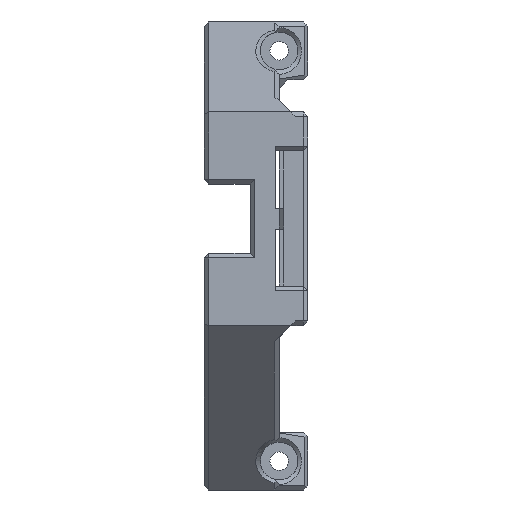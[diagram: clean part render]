
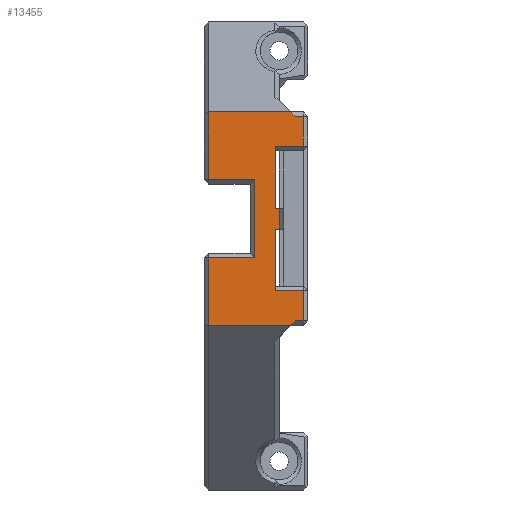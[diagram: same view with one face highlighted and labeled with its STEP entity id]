
A CAD part, left-side view. The second image highlights one B-rep face of the part: STEP entity #13455.
In plain terms, the highlighted planar face has unit normal (-1, 0, 0).
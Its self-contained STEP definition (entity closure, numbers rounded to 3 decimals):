
#1053=FACE_OUTER_BOUND('',#1846,.T.);
#1846=EDGE_LOOP('',(#10296,#10297,#10298,#10299,#10300,#10301,#10302,#10303,
#10304,#10305,#10306,#10307,#10308,#10309,#10310,#10311,#10312,#10313,#10314,
#10315));
#2525=LINE('',#17920,#4071);
#2528=LINE('',#17926,#4074);
#2533=LINE('',#17935,#4079);
#2544=LINE('',#17959,#4090);
#2548=LINE('',#17966,#4094);
#2827=LINE('',#20493,#4373);
#2834=LINE('',#20599,#4380);
#2875=LINE('',#20681,#4421);
#2901=LINE('',#20733,#4447);
#2904=LINE('',#20739,#4450);
#2911=LINE('',#20751,#4457);
#2914=LINE('',#20755,#4460);
#2947=LINE('',#20831,#4493);
#2966=LINE('',#20866,#4512);
#2984=LINE('',#20907,#4530);
#2987=LINE('',#20911,#4533);
#2994=LINE('',#20922,#4540);
#2995=LINE('',#20924,#4541);
#2996=LINE('',#20925,#4542);
#2997=LINE('',#20926,#4543);
#4071=VECTOR('',#15007,10.);
#4074=VECTOR('',#15012,10.);
#4079=VECTOR('',#15019,10.);
#4090=VECTOR('',#15038,10.);
#4094=VECTOR('',#15044,10.);
#4373=VECTOR('',#15491,10.);
#4380=VECTOR('',#15502,10.);
#4421=VECTOR('',#15577,10.);
#4447=VECTOR('',#15627,10.);
#4450=VECTOR('',#15632,10.);
#4457=VECTOR('',#15645,10.);
#4460=VECTOR('',#15650,10.);
#4493=VECTOR('',#15735,10.);
#4512=VECTOR('',#15772,10.);
#4530=VECTOR('',#15810,10.);
#4533=VECTOR('',#15815,10.);
#4540=VECTOR('',#15830,10.);
#4541=VECTOR('',#15831,10.);
#4542=VECTOR('',#15832,10.);
#4543=VECTOR('',#15833,10.);
#5541=VERTEX_POINT('',#17917);
#5542=VERTEX_POINT('',#17919);
#5544=VERTEX_POINT('',#17925);
#5547=VERTEX_POINT('',#17933);
#5555=VERTEX_POINT('',#17956);
#5556=VERTEX_POINT('',#17958);
#5558=VERTEX_POINT('',#17964);
#5867=VERTEX_POINT('',#20490);
#5868=VERTEX_POINT('',#20492);
#5872=VERTEX_POINT('',#20594);
#5873=VERTEX_POINT('',#20597);
#5888=VERTEX_POINT('',#20649);
#5896=VERTEX_POINT('',#20672);
#5911=VERTEX_POINT('',#20732);
#5913=VERTEX_POINT('',#20738);
#5928=VERTEX_POINT('',#20820);
#5931=VERTEX_POINT('',#20827);
#5950=VERTEX_POINT('',#20900);
#5951=VERTEX_POINT('',#20904);
#5953=VERTEX_POINT('',#20923);
#6865=EDGE_CURVE('',#5541,#5542,#2525,.T.);
#6868=EDGE_CURVE('',#5542,#5544,#2528,.T.);
#6873=EDGE_CURVE('',#5541,#5547,#2533,.T.);
#6884=EDGE_CURVE('',#5555,#5556,#2544,.T.);
#6888=EDGE_CURVE('',#5558,#5555,#2548,.T.);
#7342=EDGE_CURVE('',#5868,#5867,#2827,.T.);
#7351=EDGE_CURVE('',#5873,#5872,#2834,.T.);
#7392=EDGE_CURVE('',#5868,#5896,#2875,.T.);
#7418=EDGE_CURVE('',#5896,#5911,#2901,.T.);
#7421=EDGE_CURVE('',#5911,#5913,#2904,.T.);
#7428=EDGE_CURVE('',#5913,#5888,#2911,.T.);
#7431=EDGE_CURVE('',#5888,#5873,#2914,.T.);
#7468=EDGE_CURVE('',#5928,#5931,#2947,.T.);
#7487=EDGE_CURVE('',#5544,#5928,#2966,.T.);
#7505=EDGE_CURVE('',#5951,#5950,#2984,.T.);
#7508=EDGE_CURVE('',#5950,#5558,#2987,.T.);
#7515=EDGE_CURVE('',#5931,#5867,#2994,.T.);
#7516=EDGE_CURVE('',#5547,#5953,#2995,.T.);
#7517=EDGE_CURVE('',#5953,#5556,#2996,.T.);
#7518=EDGE_CURVE('',#5872,#5951,#2997,.T.);
#10296=ORIENTED_EDGE('',*,*,#7392,.F.);
#10297=ORIENTED_EDGE('',*,*,#7342,.T.);
#10298=ORIENTED_EDGE('',*,*,#7515,.F.);
#10299=ORIENTED_EDGE('',*,*,#7468,.F.);
#10300=ORIENTED_EDGE('',*,*,#7487,.F.);
#10301=ORIENTED_EDGE('',*,*,#6868,.F.);
#10302=ORIENTED_EDGE('',*,*,#6865,.F.);
#10303=ORIENTED_EDGE('',*,*,#6873,.T.);
#10304=ORIENTED_EDGE('',*,*,#7516,.T.);
#10305=ORIENTED_EDGE('',*,*,#7517,.T.);
#10306=ORIENTED_EDGE('',*,*,#6884,.F.);
#10307=ORIENTED_EDGE('',*,*,#6888,.F.);
#10308=ORIENTED_EDGE('',*,*,#7508,.F.);
#10309=ORIENTED_EDGE('',*,*,#7505,.F.);
#10310=ORIENTED_EDGE('',*,*,#7518,.F.);
#10311=ORIENTED_EDGE('',*,*,#7351,.F.);
#10312=ORIENTED_EDGE('',*,*,#7431,.F.);
#10313=ORIENTED_EDGE('',*,*,#7428,.F.);
#10314=ORIENTED_EDGE('',*,*,#7421,.F.);
#10315=ORIENTED_EDGE('',*,*,#7418,.F.);
#12800=PLANE('',#14197);
#13455=ADVANCED_FACE('',(#1053),#12800,.T.);
#14197=AXIS2_PLACEMENT_3D('',#20921,#15828,#15829);
#15007=DIRECTION('',(0.,0.,-1.));
#15012=DIRECTION('',(0.,-1.,0.));
#15019=DIRECTION('',(0.,-1.,0.));
#15038=DIRECTION('',(0.,0.,-1.));
#15044=DIRECTION('',(0.,1.,0.));
#15491=DIRECTION('',(0.,-1.,0.));
#15502=DIRECTION('',(0.,-1.,0.));
#15577=DIRECTION('',(0.,0.,1.));
#15627=DIRECTION('',(0.,-1.,0.));
#15632=DIRECTION('',(0.,0.,1.));
#15645=DIRECTION('',(0.,1.,0.));
#15650=DIRECTION('',(0.,0.,1.));
#15735=DIRECTION('',(0.,1.,0.));
#15772=DIRECTION('',(0.,0.,-1.));
#15810=DIRECTION('',(0.,-1.,0.));
#15815=DIRECTION('',(0.,0.,-1.));
#15828=DIRECTION('center_axis',(-1.,0.,0.));
#15829=DIRECTION('ref_axis',(0.,0.,1.));
#15830=DIRECTION('',(0.,0.707,-0.707));
#15831=DIRECTION('',(0.,0.,1.));
#15832=DIRECTION('',(0.,1.,0.));
#15833=DIRECTION('',(0.,-0.707,-0.707));
#17917=CARTESIAN_POINT('',(-45.439,28.249,46.27));
#17919=CARTESIAN_POINT('',(-45.439,28.249,35.616));
#17920=CARTESIAN_POINT('',(-45.439,28.249,35.494));
#17925=CARTESIAN_POINT('',(-45.439,23.349,35.616));
#17926=CARTESIAN_POINT('',(-45.439,27.549,35.616));
#17933=CARTESIAN_POINT('',(-45.439,27.549,46.27));
#17935=CARTESIAN_POINT('',(-45.439,27.999,46.27));
#17956=CARTESIAN_POINT('',(-45.439,28.249,60.616));
#17958=CARTESIAN_POINT('',(-45.439,28.249,49.87));
#17959=CARTESIAN_POINT('',(-45.439,28.249,42.221));
#17964=CARTESIAN_POINT('',(-45.439,23.349,60.616));
#17966=CARTESIAN_POINT('',(-45.439,27.999,60.616));
#20490=CARTESIAN_POINT('',(-45.439,25.549,29.571));
#20492=CARTESIAN_POINT('',(-45.439,39.749,29.571));
#20493=CARTESIAN_POINT('',(-45.439,27.549,29.571));
#20594=CARTESIAN_POINT('',(-45.439,25.549,66.571));
#20597=CARTESIAN_POINT('',(-45.439,39.749,66.571));
#20599=CARTESIAN_POINT('',(-45.439,27.549,66.571));
#20649=CARTESIAN_POINT('',(-45.439,39.749,54.871));
#20672=CARTESIAN_POINT('',(-45.439,39.749,41.271));
#20681=CARTESIAN_POINT('',(-45.439,39.749,36.446));
#20732=CARTESIAN_POINT('',(-45.439,31.749,41.271));
#20733=CARTESIAN_POINT('',(-45.439,30.049,41.271));
#20738=CARTESIAN_POINT('',(-45.439,31.749,54.871));
#20739=CARTESIAN_POINT('',(-45.439,31.749,41.321));
#20751=CARTESIAN_POINT('',(-45.439,30.049,54.871));
#20755=CARTESIAN_POINT('',(-45.439,39.749,46.196));
#20820=CARTESIAN_POINT('',(-45.439,23.349,30.371));
#20827=CARTESIAN_POINT('',(-45.439,24.749,30.371));
#20831=CARTESIAN_POINT('',(-45.439,27.549,30.371));
#20866=CARTESIAN_POINT('',(-45.439,23.349,41.321));
#20900=CARTESIAN_POINT('',(-45.439,23.349,65.771));
#20904=CARTESIAN_POINT('',(-45.439,24.749,65.771));
#20907=CARTESIAN_POINT('',(-45.439,27.549,65.771));
#20911=CARTESIAN_POINT('',(-45.439,23.349,41.321));
#20921=CARTESIAN_POINT('Origin',(-45.439,27.549,34.571));
#20922=CARTESIAN_POINT('',(-45.439,25.299,29.821));
#20923=CARTESIAN_POINT('',(-45.439,27.549,49.87));
#20924=CARTESIAN_POINT('',(-45.439,27.549,34.571));
#20925=CARTESIAN_POINT('',(-45.439,27.549,49.87));
#20926=CARTESIAN_POINT('',(-45.439,18.549,59.571));
